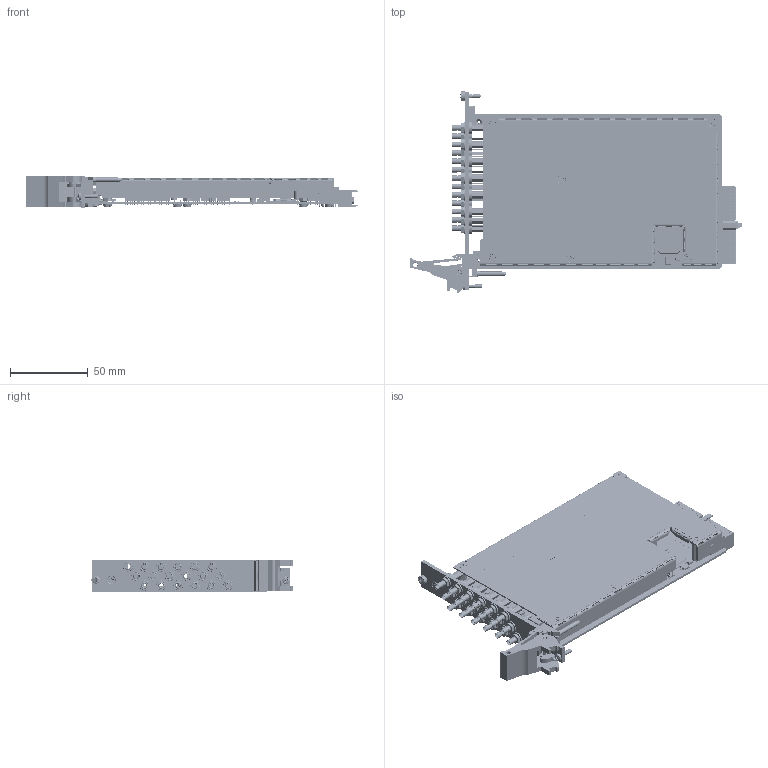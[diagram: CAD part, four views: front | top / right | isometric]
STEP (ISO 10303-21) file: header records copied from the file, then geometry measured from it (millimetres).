
FILE_DESCRIPTION (( 'STEP AP214' ), '1' );
FILE_NAME ('40-728-751 PXI 16x2 RF Matrix 75 Ohm SMB.STEP', '2013-09-05T10:09:13', ( 'admin' ), ( '' ), 'SwSTEP 2.0', 'SolidWorks 2012', '' );
FILE_SCHEMA (( 'AUTOMOTIVE_DESIGN' ));
Length unit declared in the file: millimetre
Products named in the file (1): 40-728-751 PXI 16x2 RF Matrix 75 Ohm SMB
Bounding box: 214.01 x 129.67 x 20 mm (x, y, z)
Surface area: 115981.3 mm2 (no closed solid volume)
Topology: 0 solids, 1173 shells, 5157 faces, 17678 edges, 13027 vertices
Faces by surface type: plane 2644, cylinder 2148, cone 148, bspline 105, torus 85, sphere 27
Full cylindrical faces by diameter (mm): 0.278 x2, 0.299 x18, 0.5 x630, 0.6 x110, 0.8 x6, 0.899 x87, 0.902 x1, 0.903 x12, 0.905 x13, 0.937 x26, 0.948 x68, 0.984 x18, 0.996 x4, 1.016 x168, 1.04 x2, 1.047 x189, 1.3 x19, 1.496 x2, 1.524 x6, 1.8 x10, 1.948 x1, 2 x5, 2.05 x1, 2.4 x7, 2.5 x3, 2.7 x1, 2.8 x1, 3 x21, 3.25 x18, 3.65 x36
Entity records: 245363 total; most frequent: CARTESIAN_POINT 46228, DIRECTION 29778, ORIENTED_EDGE 21811, EDGE_CURVE 15141, VERTEX_POINT 12225, AXIS2_PLACEMENT_3D 10458, VECTOR 8862, LINE 8862
